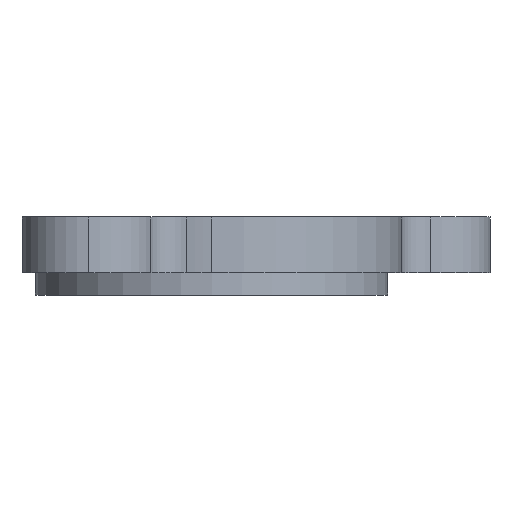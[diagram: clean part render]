
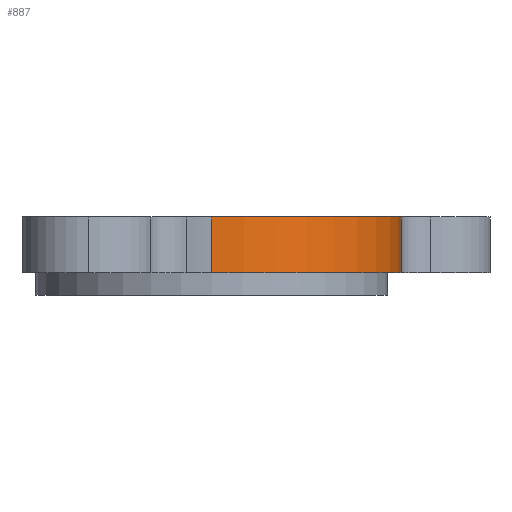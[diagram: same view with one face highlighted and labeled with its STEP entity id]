
A CAD part, left-side view. The second image highlights one B-rep face of the part: STEP entity #887.
In plain terms, the highlighted cylindrical face has radius 17 mm (diameter 34 mm), a partial arc.
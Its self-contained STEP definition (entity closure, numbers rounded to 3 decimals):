
#89 = ORIENTED_EDGE ( 'NONE', *, *, #1199, .T. ) ;
#93 = AXIS2_PLACEMENT_3D ( 'NONE', #486, #384, #677 ) ;
#137 = DIRECTION ( 'NONE',  ( -1., 0., 0. ) ) ;
#182 = ORIENTED_EDGE ( 'NONE', *, *, #1155, .F. ) ;
#191 = CIRCLE ( 'NONE', #93, 17. ) ;
#196 = EDGE_CURVE ( 'NONE', #373, #1242, #392, .T. ) ;
#207 = DIRECTION ( 'NONE',  ( 0., 0., -1. ) ) ;
#237 = AXIS2_PLACEMENT_3D ( 'NONE', #302, #415, #1014 ) ;
#276 = ORIENTED_EDGE ( 'NONE', *, *, #196, .F. ) ;
#288 = EDGE_LOOP ( 'NONE', ( #182, #89, #1162, #276 ) ) ;
#290 = VERTEX_POINT ( 'NONE', #510 ) ;
#302 = CARTESIAN_POINT ( 'NONE',  ( -43., 0., 5. ) ) ;
#307 = CARTESIAN_POINT ( 'NONE',  ( -43., -17., 0. ) ) ;
#367 = CYLINDRICAL_SURFACE ( 'NONE', #908, 17. ) ;
#373 = VERTEX_POINT ( 'NONE', #1004 ) ;
#384 = DIRECTION ( 'NONE',  ( 0., 0., 1. ) ) ;
#392 = LINE ( 'NONE', #474, #517 ) ;
#415 = DIRECTION ( 'NONE',  ( 0., 0., 1. ) ) ;
#452 = CARTESIAN_POINT ( 'NONE',  ( -43., 0., 5. ) ) ;
#458 = VERTEX_POINT ( 'NONE', #1226 ) ;
#474 = CARTESIAN_POINT ( 'NONE',  ( -43., -17., 5. ) ) ;
#486 = CARTESIAN_POINT ( 'NONE',  ( -43., 0., 0. ) ) ;
#510 = CARTESIAN_POINT ( 'NONE',  ( -60., 0., 5. ) ) ;
#517 = VECTOR ( 'NONE', #1088, 1000. ) ;
#614 = CARTESIAN_POINT ( 'NONE',  ( -60., 0., 5. ) ) ;
#677 = DIRECTION ( 'NONE',  ( 1., 0., 0. ) ) ;
#731 = EDGE_CURVE ( 'NONE', #458, #1242, #191, .T. ) ;
#798 = VECTOR ( 'NONE', #207, 1000. ) ;
#837 = DIRECTION ( 'NONE',  ( 0., 0., -1. ) ) ;
#871 = CIRCLE ( 'NONE', #237, 17. ) ;
#887 = ADVANCED_FACE ( 'NONE', ( #1076 ), #367, .T. ) ;
#908 = AXIS2_PLACEMENT_3D ( 'NONE', #452, #837, #137 ) ;
#1004 = CARTESIAN_POINT ( 'NONE',  ( -43., -17., 5. ) ) ;
#1014 = DIRECTION ( 'NONE',  ( 1., 0., 0. ) ) ;
#1060 = LINE ( 'NONE', #614, #798 ) ;
#1076 = FACE_OUTER_BOUND ( 'NONE', #288, .T. ) ;
#1088 = DIRECTION ( 'NONE',  ( 0., 0., -1. ) ) ;
#1155 = EDGE_CURVE ( 'NONE', #290, #373, #871, .T. ) ;
#1162 = ORIENTED_EDGE ( 'NONE', *, *, #731, .T. ) ;
#1199 = EDGE_CURVE ( 'NONE', #290, #458, #1060, .T. ) ;
#1226 = CARTESIAN_POINT ( 'NONE',  ( -60., 0., 0. ) ) ;
#1242 = VERTEX_POINT ( 'NONE', #307 ) ;
